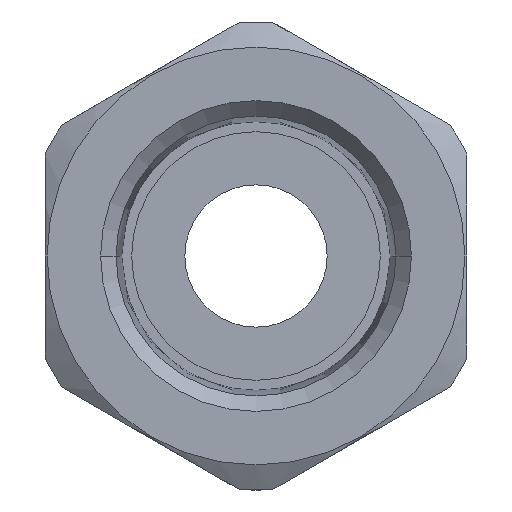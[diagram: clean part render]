
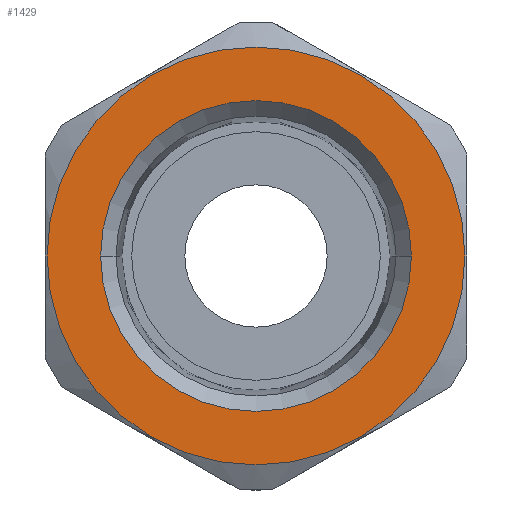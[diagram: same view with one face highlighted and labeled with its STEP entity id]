
A CAD part, left-side view. The second image highlights one B-rep face of the part: STEP entity #1429.
In plain terms, the highlighted planar face has unit normal (-1, 0, 0).
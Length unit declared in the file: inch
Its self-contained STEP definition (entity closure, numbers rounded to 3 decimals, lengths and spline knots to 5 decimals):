
#70 = AXIS2_PLACEMENT_3D ( 'NONE', #1449, #573, #1741 ) ;
#128 = DIRECTION ( 'NONE',  ( 0., -1., 0. ) ) ;
#134 = CARTESIAN_POINT ( 'NONE',  ( -0.95, 0., 0. ) ) ;
#239 = AXIS2_PLACEMENT_3D ( 'NONE', #2179, #3383, #2472 ) ;
#274 = AXIS2_PLACEMENT_3D ( 'NONE', #2103, #1818, #128 ) ;
#314 = CIRCLE ( 'NONE', #274, 0.2075 ) ;
#363 = VERTEX_POINT ( 'NONE', #1871 ) ;
#372 = DIRECTION ( 'NONE',  ( 1., 0., 0. ) ) ;
#434 = EDGE_CURVE ( 'NONE', #363, #1350, #695, .T. ) ;
#573 = DIRECTION ( 'NONE',  ( 1., 0., 0. ) ) ;
#676 = ORIENTED_EDGE ( 'NONE', *, *, #434, .F. ) ;
#687 = VERTEX_POINT ( 'NONE', #848 ) ;
#695 = CIRCLE ( 'NONE', #2441, 0.279 ) ;
#753 = ORIENTED_EDGE ( 'NONE', *, *, #3573, .F. ) ;
#848 = CARTESIAN_POINT ( 'NONE',  ( -0.95, 0.2075, 0. ) ) ;
#937 = DIRECTION ( 'NONE',  ( 0., 1., 0. ) ) ;
#1132 = EDGE_CURVE ( 'NONE', #1350, #363, #3406, .T. ) ;
#1300 = EDGE_LOOP ( 'NONE', ( #3558, #753 ) ) ;
#1302 = DIRECTION ( 'NONE',  ( 0., 1., 0. ) ) ;
#1350 = VERTEX_POINT ( 'NONE', #2079 ) ;
#1384 = AXIS2_PLACEMENT_3D ( 'NONE', #2714, #372, #937 ) ;
#1429 = ADVANCED_FACE ( 'NONE', ( #2818, #2037 ), #2734, .F. ) ;
#1449 = CARTESIAN_POINT ( 'NONE',  ( -0.95, 0., 0. ) ) ;
#1741 = DIRECTION ( 'NONE',  ( 0., 1., 0. ) ) ;
#1818 = DIRECTION ( 'NONE',  ( -1., 0., 0. ) ) ;
#1871 = CARTESIAN_POINT ( 'NONE',  ( -0.95, 0.279, 0. ) ) ;
#2037 = FACE_OUTER_BOUND ( 'NONE', #3460, .T. ) ;
#2079 = CARTESIAN_POINT ( 'NONE',  ( -0.95, -0.279, 0. ) ) ;
#2103 = CARTESIAN_POINT ( 'NONE',  ( -0.95, 0., 0. ) ) ;
#2179 = CARTESIAN_POINT ( 'NONE',  ( -0.95, 0., 0. ) ) ;
#2322 = ORIENTED_EDGE ( 'NONE', *, *, #1132, .F. ) ;
#2441 = AXIS2_PLACEMENT_3D ( 'NONE', #134, #3008, #1302 ) ;
#2472 = DIRECTION ( 'NONE',  ( 0., -1., 0. ) ) ;
#2714 = CARTESIAN_POINT ( 'NONE',  ( -0.95, -0.28125, 0.16238 ) ) ;
#2734 = PLANE ( 'NONE',  #1384 ) ;
#2737 = VERTEX_POINT ( 'NONE', #2809 ) ;
#2809 = CARTESIAN_POINT ( 'NONE',  ( -0.95, -0.2075, 0. ) ) ;
#2818 = FACE_BOUND ( 'NONE', #1300, .T. ) ;
#3008 = DIRECTION ( 'NONE',  ( 1., 0., 0. ) ) ;
#3297 = EDGE_CURVE ( 'NONE', #2737, #687, #3424, .T. ) ;
#3383 = DIRECTION ( 'NONE',  ( -1., 0., 0. ) ) ;
#3406 = CIRCLE ( 'NONE', #70, 0.279 ) ;
#3424 = CIRCLE ( 'NONE', #239, 0.2075 ) ;
#3460 = EDGE_LOOP ( 'NONE', ( #676, #2322 ) ) ;
#3558 = ORIENTED_EDGE ( 'NONE', *, *, #3297, .F. ) ;
#3573 = EDGE_CURVE ( 'NONE', #687, #2737, #314, .T. ) ;
